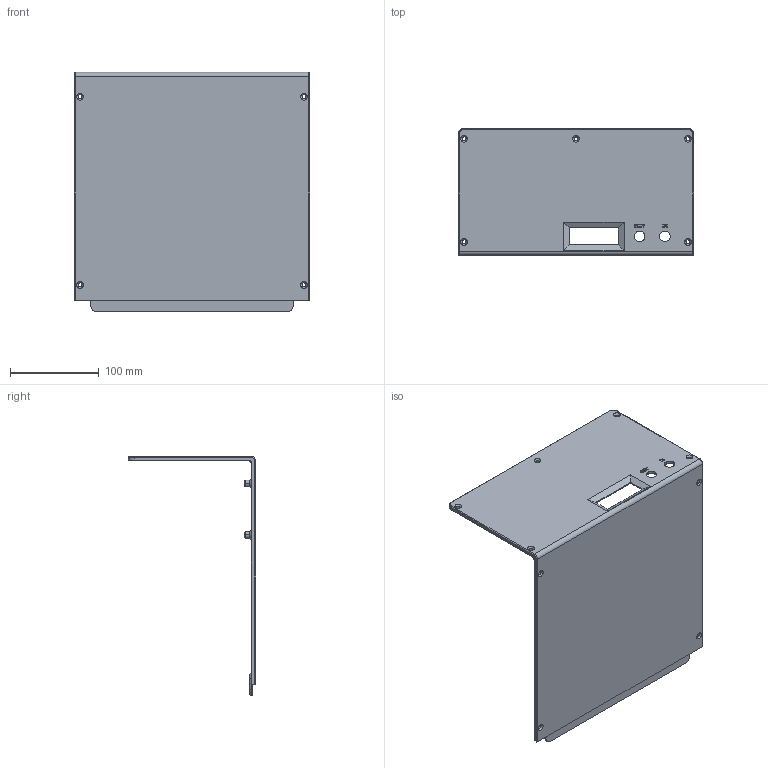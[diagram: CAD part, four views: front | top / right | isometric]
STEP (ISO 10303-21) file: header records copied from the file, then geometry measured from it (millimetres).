
FILE_DESCRIPTION (( 'STEP AP203' ), '1' );
FILE_NAME ('CARRIAGE_COVER-A_26MAR2019.STEP', '2019-03-26T19:00:51', ( 'GCX' ), ( 'Microsoft' ), 'SwSTEP 2.0', 'SolidWorks 2018', '' );
FILE_SCHEMA (( 'CONFIG_CONTROL_DESIGN' ));
Length unit declared in the file: inch
Products named in the file (1): CARRIAGE_COVER-A_26MAR2019
Bounding box: 265.18 x 143.44 x 269.88 mm (x, y, z)
Volume: 389970.6 mm3; surface area: 222614 mm2
Topology: 1 solids, 1 shells, 301 faces, 747 edges, 469 vertices
Faces by surface type: cylinder 107, plane 72, torus 52, bspline 36, cone 34
Entity records: 10713 total; most frequent: CARTESIAN_POINT 3384, DIRECTION 1558, ORIENTED_EDGE 1494, EDGE_CURVE 747, AXIS2_PLACEMENT_3D 619, VERTEX_POINT 469, CIRCLE 353, EDGE_LOOP 346
